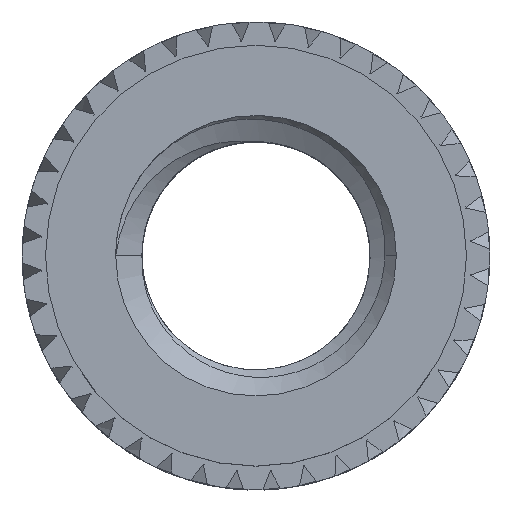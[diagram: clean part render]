
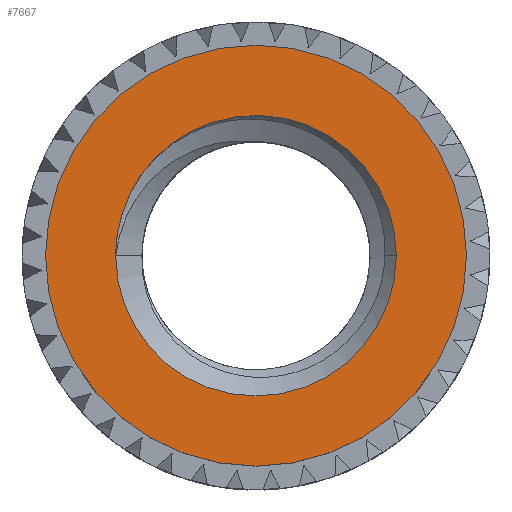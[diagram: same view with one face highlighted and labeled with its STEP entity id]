
A CAD part, top view. The second image highlights one B-rep face of the part: STEP entity #7667.
In plain terms, the highlighted planar face has unit normal (0, 0, 1).
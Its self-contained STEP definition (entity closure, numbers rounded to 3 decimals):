
#239 = DIRECTION ( 'NONE',  ( 1., 0., 0. ) ) ;
#366 = EDGE_LOOP ( 'NONE', ( #4601, #4966, #8130 ) ) ;
#502 = VERTEX_POINT ( 'NONE', #2363 ) ;
#593 = CARTESIAN_POINT ( 'NONE',  ( 1.5, 0., 4. ) ) ;
#891 = CARTESIAN_POINT ( 'NONE',  ( 0., 0., 4. ) ) ;
#956 = VERTEX_POINT ( 'NONE', #9092 ) ;
#1158 = CARTESIAN_POINT ( 'NONE',  ( 0., 0., 4. ) ) ;
#1226 = DIRECTION ( 'NONE',  ( 0., 0., 1. ) ) ;
#1768 = CIRCLE ( 'NONE', #5323, 1.5 ) ;
#2003 = ORIENTED_EDGE ( 'NONE', *, *, #3712, .T. ) ;
#2077 = DIRECTION ( 'NONE',  ( 1., 0., 0. ) ) ;
#2207 = DIRECTION ( 'NONE',  ( 0., 0., 1. ) ) ;
#2363 = CARTESIAN_POINT ( 'NONE',  ( -1.102, 1.017, 4. ) ) ;
#2377 = AXIS2_PLACEMENT_3D ( 'NONE', #8502, #5539, #3498 ) ;
#2581 = EDGE_CURVE ( 'NONE', #10476, #502, #2784, .T. ) ;
#2784 = CIRCLE ( 'NONE', #3827, 1.5 ) ;
#3140 = DIRECTION ( 'NONE',  ( 0., 0., 1. ) ) ;
#3498 = DIRECTION ( 'NONE',  ( 1., 0., 0. ) ) ;
#3712 = EDGE_CURVE ( 'NONE', #7828, #8702, #9514, .T. ) ;
#3816 = EDGE_LOOP ( 'NONE', ( #11851, #2003 ) ) ;
#3827 = AXIS2_PLACEMENT_3D ( 'NONE', #8080, #3140, #12098 ) ;
#3978 = FACE_BOUND ( 'NONE', #366, .T. ) ;
#4601 = ORIENTED_EDGE ( 'NONE', *, *, #9926, .F. ) ;
#4645 = CARTESIAN_POINT ( 'NONE',  ( -2.25, 0., 4. ) ) ;
#4897 = DIRECTION ( 'NONE',  ( 1., 0., 0. ) ) ;
#4966 = ORIENTED_EDGE ( 'NONE', *, *, #6495, .T. ) ;
#5131 = EDGE_CURVE ( 'NONE', #8702, #7828, #6164, .T. ) ;
#5323 = AXIS2_PLACEMENT_3D ( 'NONE', #7279, #9312, #11228 ) ;
#5539 = DIRECTION ( 'NONE',  ( 0., 0., 1. ) ) ;
#5871 = AXIS2_PLACEMENT_3D ( 'NONE', #1158, #2207, #2077 ) ;
#6022 = FACE_OUTER_BOUND ( 'NONE', #3816, .T. ) ;
#6164 = CIRCLE ( 'NONE', #2377, 2.25 ) ;
#6467 = CARTESIAN_POINT ( 'NONE',  ( 2.25, 0., 4. ) ) ;
#6495 = EDGE_CURVE ( 'NONE', #956, #502, #1768, .T. ) ;
#7009 = PLANE ( 'NONE',  #5871 ) ;
#7279 = CARTESIAN_POINT ( 'NONE',  ( 0., 0., 4. ) ) ;
#7667 = ADVANCED_FACE ( 'NONE', ( #3978, #6022 ), #7009, .T. ) ;
#7787 = DIRECTION ( 'NONE',  ( 0., 0., 1. ) ) ;
#7828 = VERTEX_POINT ( 'NONE', #6467 ) ;
#8080 = CARTESIAN_POINT ( 'NONE',  ( 0., 0., 4. ) ) ;
#8130 = ORIENTED_EDGE ( 'NONE', *, *, #2581, .F. ) ;
#8502 = CARTESIAN_POINT ( 'NONE',  ( 0., 0., 4. ) ) ;
#8702 = VERTEX_POINT ( 'NONE', #4645 ) ;
#9092 = CARTESIAN_POINT ( 'NONE',  ( -1.5, 0., 4. ) ) ;
#9312 = DIRECTION ( 'NONE',  ( 0., 0., -1. ) ) ;
#9514 = CIRCLE ( 'NONE', #10560, 2.25 ) ;
#9926 = EDGE_CURVE ( 'NONE', #956, #10476, #12193, .T. ) ;
#10476 = VERTEX_POINT ( 'NONE', #593 ) ;
#10560 = AXIS2_PLACEMENT_3D ( 'NONE', #11421, #1226, #239 ) ;
#11228 = DIRECTION ( 'NONE',  ( -1., 0., 0. ) ) ;
#11421 = CARTESIAN_POINT ( 'NONE',  ( 0., 0., 4. ) ) ;
#11851 = ORIENTED_EDGE ( 'NONE', *, *, #5131, .T. ) ;
#11984 = AXIS2_PLACEMENT_3D ( 'NONE', #891, #7787, #4897 ) ;
#12098 = DIRECTION ( 'NONE',  ( 1., 0., 0. ) ) ;
#12193 = CIRCLE ( 'NONE', #11984, 1.5 ) ;
